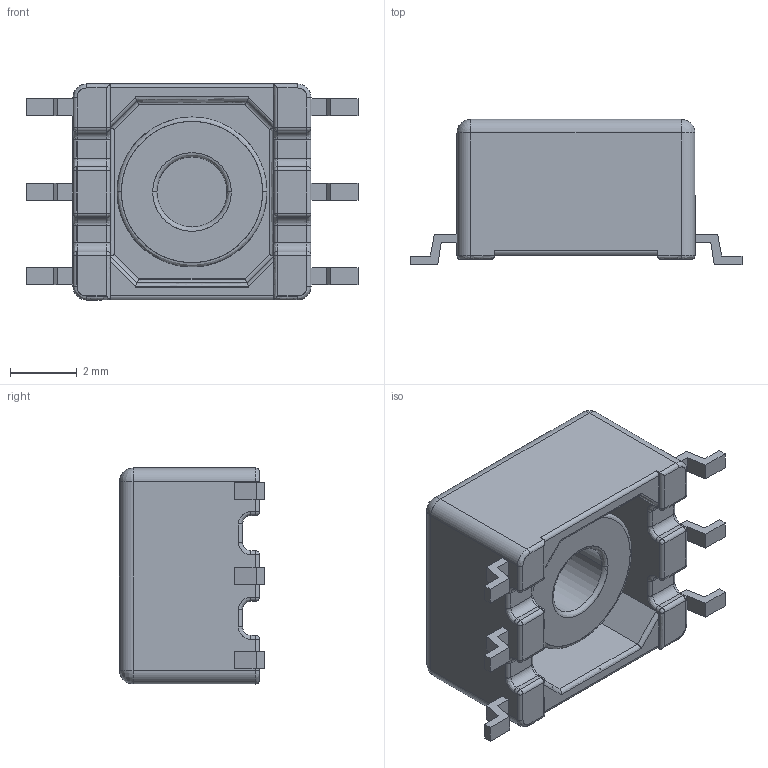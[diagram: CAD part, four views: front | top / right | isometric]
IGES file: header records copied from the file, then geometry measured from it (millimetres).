
Start section: SolidWorks IGES file using analytic representation for surfaces
Global section: file name: TOR_1410.IGS; native system: SolidWorks 2022; preprocessor: SolidWorks 2022; author: e.wtnpm; date: 220921.135348; units: millimetre
Bounding box: 9.96 x 4.35 x 6.48 mm (x, y, z)
Surface area: 362.7 mm2 (no closed solid volume)
Topology: 0 solids, 0 shells, 224 faces, 1324 edges, 1304 vertices
Faces by surface type: bspline 120, revolution 104
